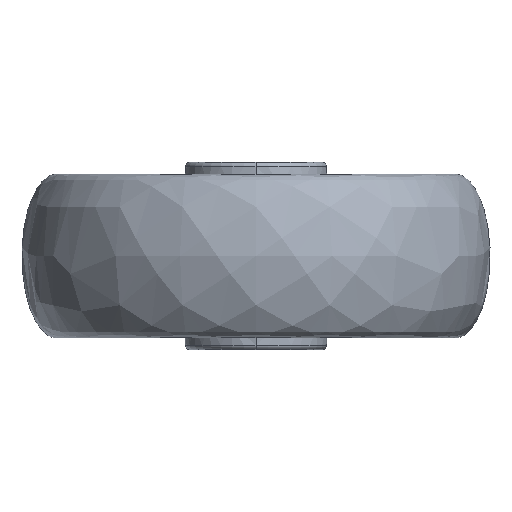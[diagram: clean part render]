
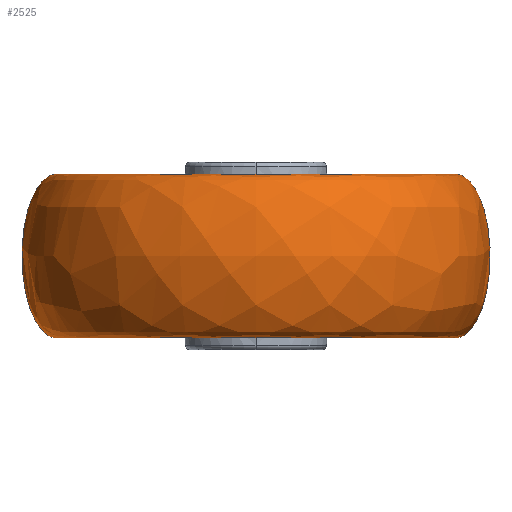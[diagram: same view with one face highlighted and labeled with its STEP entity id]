
A CAD part, left-side view. The second image highlights one B-rep face of the part: STEP entity #2525.
In plain terms, the highlighted free-form (B-spline) face has degree [3, 3] with [4, 4] control points.
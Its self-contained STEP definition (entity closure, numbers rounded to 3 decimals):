
#114 = CIRCLE ( 'NONE', #5022, 42.5 ) ;
#171 = CARTESIAN_POINT ( 'NONE',  ( -85., 42.5, 17.5 ) ) ;
#195 = CARTESIAN_POINT ( 'NONE',  ( 0., 42.5, -17.5 ) ) ;
#233 = DIRECTION ( 'NONE',  ( 0., 1., 0. ) ) ;
#303 = EDGE_CURVE ( 'NONE', #1174, #2778, #7432, .T. ) ;
#374 = ORIENTED_EDGE ( 'NONE', *, *, #486, .F. ) ;
#486 = EDGE_CURVE ( 'NONE', #2778, #5148, #2962, .T. ) ;
#614 = CARTESIAN_POINT ( 'NONE',  ( 0., 42.5, -17.5 ) ) ;
#775 = CARTESIAN_POINT ( 'NONE',  ( 0., -57.5, 17.5 ) ) ;
#954 = FACE_OUTER_BOUND ( 'NONE', #2936, .T. ) ;
#1174 = VERTEX_POINT ( 'NONE', #1926 ) ;
#1348 = CARTESIAN_POINT ( 'NONE',  ( 0., -42.5, 17.5 ) ) ;
#1375 = CARTESIAN_POINT ( 'NONE',  ( -115., 57.5, 17.5 ) ) ;
#1416 = EDGE_CURVE ( 'NONE', #7440, #5148, #3604, .T. ) ;
#1795 = CARTESIAN_POINT ( 'NONE',  ( 0., 42.5, 17.5 ) ) ;
#1926 = CARTESIAN_POINT ( 'NONE',  ( 0., -42.5, 17.5 ) ) ;
#1979 = EDGE_CURVE ( 'NONE', #1174, #7440, #114, .T. ) ;
#1998 = CARTESIAN_POINT ( 'NONE',  ( 0., -57.5, -17.5 ) ) ;
#2256 = DIRECTION ( 'NONE',  ( 0., 0., -1. ) ) ;
#2525 = ADVANCED_FACE ( 'NONE', ( #954 ), #5956, .F. ) ;
#2590 = CARTESIAN_POINT ( 'NONE',  ( -115., 57.5, -17.5 ) ) ;
#2679 = DIRECTION ( 'NONE',  ( 0., 0., -1. ) ) ;
#2778 = VERTEX_POINT ( 'NONE', #4136 ) ;
#2936 = EDGE_LOOP ( 'NONE', ( #6164, #4961, #6140, #374 ) ) ;
#2962 = CIRCLE ( 'NONE', #3388, 42.5 ) ;
#2967 = CARTESIAN_POINT ( 'NONE',  ( 0., 57.5, -17.5 ) ) ;
#3177 = CARTESIAN_POINT ( 'NONE',  ( 0., -42.5, -17.5 ) ) ;
#3388 = AXIS2_PLACEMENT_3D ( 'NONE', #6420, #2256, #5820 ) ;
#3535 = CARTESIAN_POINT ( 'NONE',  ( 0., -42.5, 17.5 ) ) ;
#3604 =( BOUNDED_CURVE ( )  B_SPLINE_CURVE ( 3, ( #7738, #6452, #2967, #5354 ),
 .UNSPECIFIED., .F., .F. ) 
 B_SPLINE_CURVE_WITH_KNOTS ( ( 4, 4 ),
 ( 0., 3.142 ),
 .UNSPECIFIED. ) 
 CURVE ( )  GEOMETRIC_REPRESENTATION_ITEM ( )  RATIONAL_B_SPLINE_CURVE ( ( 1., 0.333, 0.333, 1. ) ) 
 REPRESENTATION_ITEM ( '' )  );
#3748 = CARTESIAN_POINT ( 'NONE',  ( -85., -42.5, 17.5 ) ) ;
#3772 = CARTESIAN_POINT ( 'NONE',  ( -85., 42.5, -17.5 ) ) ;
#4136 = CARTESIAN_POINT ( 'NONE',  ( 0., -42.5, -17.5 ) ) ;
#4146 = CARTESIAN_POINT ( 'NONE',  ( 0., -42.5, -17.5 ) ) ;
#4362 = CARTESIAN_POINT ( 'NONE',  ( 0., 42.5, 17.5 ) ) ;
#4961 = ORIENTED_EDGE ( 'NONE', *, *, #1979, .T. ) ;
#4976 = CARTESIAN_POINT ( 'NONE',  ( -115., -57.5, 17.5 ) ) ;
#5022 = AXIS2_PLACEMENT_3D ( 'NONE', #5077, #2679, #233 ) ;
#5077 = CARTESIAN_POINT ( 'NONE',  ( 0., 0., 17.5 ) ) ;
#5148 = VERTEX_POINT ( 'NONE', #614 ) ;
#5354 = CARTESIAN_POINT ( 'NONE',  ( 0., 42.5, -17.5 ) ) ;
#5583 = CARTESIAN_POINT ( 'NONE',  ( 0., 57.5, 17.5 ) ) ;
#5820 = DIRECTION ( 'NONE',  ( 0., 1., 0. ) ) ;
#5956 =( BOUNDED_SURFACE ( )  B_SPLINE_SURFACE ( 3, 3, ( 
 ( #1348, #3748, #171, #4362 ),
 ( #775, #4976, #1375, #5583 ),
 ( #1998, #6152, #2590, #6757 ),
 ( #3177, #7365, #3772, #195 ) ),
 .UNSPECIFIED., .F., .F., .F. ) 
 B_SPLINE_SURFACE_WITH_KNOTS ( ( 4, 4 ),
 ( 4, 4 ),
 ( 0., 1. ),
 ( 0., 1. ),
 .UNSPECIFIED. ) 
 GEOMETRIC_REPRESENTATION_ITEM ( )  RATIONAL_B_SPLINE_SURFACE ( (
 ( 1., 0.333, 0.333, 1.),
 ( 0.333, 0.111, 0.111, 0.333),
 ( 0.333, 0.111, 0.111, 0.333),
 ( 1., 0.333, 0.333, 1.) ) ) 
 REPRESENTATION_ITEM ( '' )  SURFACE ( )  );
#6140 = ORIENTED_EDGE ( 'NONE', *, *, #1416, .T. ) ;
#6152 = CARTESIAN_POINT ( 'NONE',  ( -115., -57.5, -17.5 ) ) ;
#6164 = ORIENTED_EDGE ( 'NONE', *, *, #303, .F. ) ;
#6420 = CARTESIAN_POINT ( 'NONE',  ( 0., 0., -17.5 ) ) ;
#6452 = CARTESIAN_POINT ( 'NONE',  ( 0., 57.5, 17.5 ) ) ;
#6757 = CARTESIAN_POINT ( 'NONE',  ( 0., 57.5, -17.5 ) ) ;
#7131 = CARTESIAN_POINT ( 'NONE',  ( 0., -57.5, 17.5 ) ) ;
#7365 = CARTESIAN_POINT ( 'NONE',  ( -85., -42.5, -17.5 ) ) ;
#7432 =( BOUNDED_CURVE ( )  B_SPLINE_CURVE ( 3, ( #3535, #7131, #7722, #4146 ),
 .UNSPECIFIED., .F., .F. ) 
 B_SPLINE_CURVE_WITH_KNOTS ( ( 4, 4 ),
 ( 0., 3.142 ),
 .UNSPECIFIED. ) 
 CURVE ( )  GEOMETRIC_REPRESENTATION_ITEM ( )  RATIONAL_B_SPLINE_CURVE ( ( 1., 0.333, 0.333, 1. ) ) 
 REPRESENTATION_ITEM ( '' )  );
#7440 = VERTEX_POINT ( 'NONE', #1795 ) ;
#7722 = CARTESIAN_POINT ( 'NONE',  ( 0., -57.5, -17.5 ) ) ;
#7738 = CARTESIAN_POINT ( 'NONE',  ( 0., 42.5, 17.5 ) ) ;
